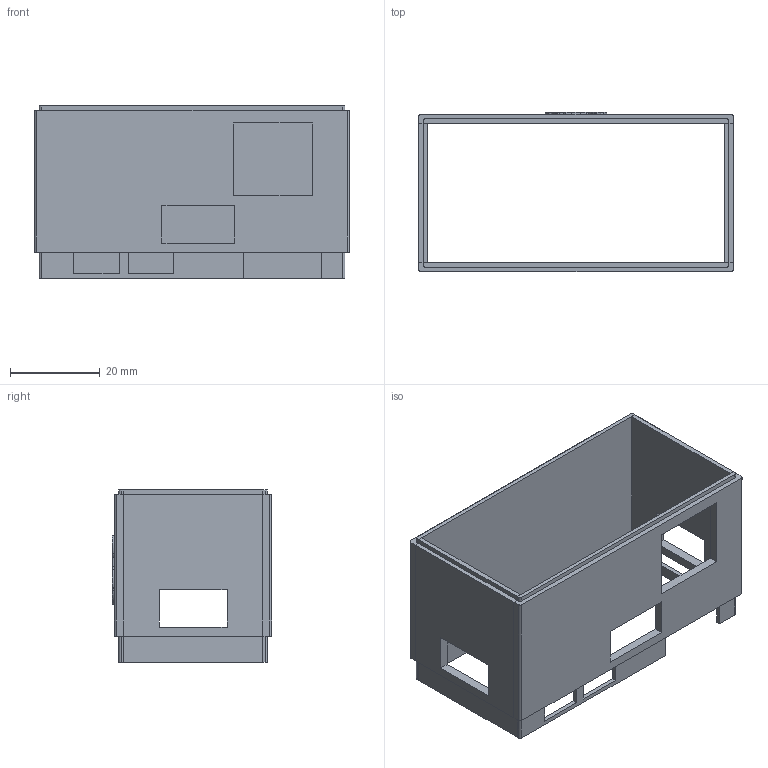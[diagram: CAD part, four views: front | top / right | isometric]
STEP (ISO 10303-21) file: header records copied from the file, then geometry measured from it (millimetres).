
FILE_DESCRIPTION(/* description */ (''),/* implementation_level */ '2;1');
FILE_NAME(/* name */ 'dragon_beard_dust_cover_v19.step',/* time_stamp */ '2023-01-15T12:00:21-08:00',/* author */ (''),/* organization */ (''),/* preprocessor_version */ 'ST-DEVELOPER v19.2',/* originating_system */ 'Autodesk Translation Framework v11.17.0.187',/* authorisation */ '');
FILE_SCHEMA (('AUTOMOTIVE_DESIGN { 1 0 10303 214 3 1 1 }'));
Length unit declared in the file: millimetre
Products named in the file (2): dragon_beard_dust_cover; hexapod makers mark
Assembly tree (1 placements, depth 2):
  dragon_beard_dust_cover
    hexapod makers mark
Bounding box: 70 x 35.5 x 38.3 mm (x, y, z)
Volume: 12517.6 mm3; surface area: 15782.5 mm2
Topology: 5 solids, 5 shells, 324 faces, 926 edges, 613 vertices
Faces by surface type: plane 175, bspline 122, cylinder 27
Full cylindrical faces by diameter (mm): 2.333 x2
Entity records: 10925 total; most frequent: CARTESIAN_POINT 3191, ORIENTED_EDGE 1852, DIRECTION 1291, EDGE_CURVE 926, LINE 629, VECTOR 629, VERTEX_POINT 613, EDGE_LOOP 345
